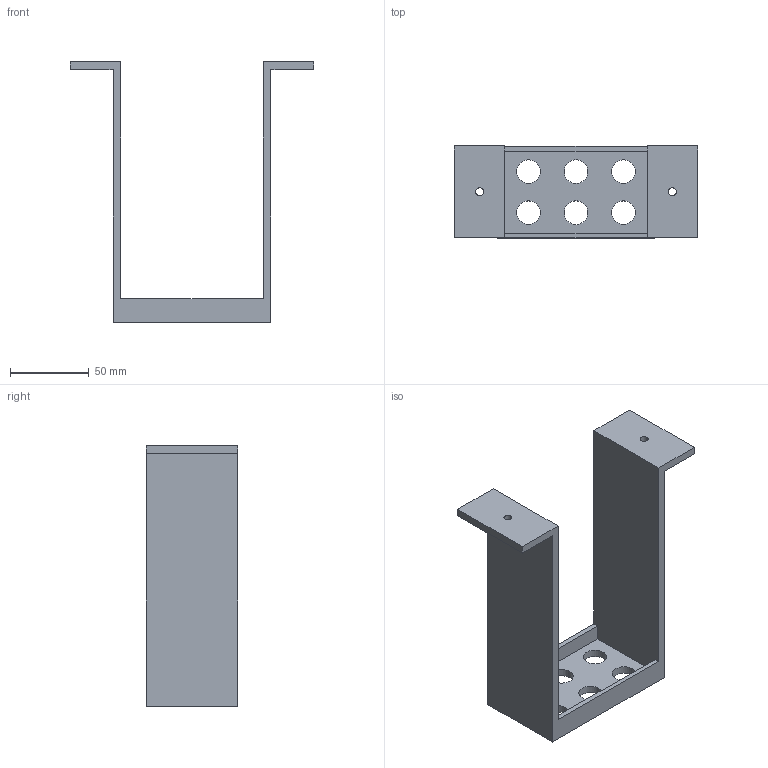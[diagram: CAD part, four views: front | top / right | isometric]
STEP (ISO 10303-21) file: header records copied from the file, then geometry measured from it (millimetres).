
FILE_DESCRIPTION(('STEP AP203'), '1');
FILE_NAME('Äåòàëü ãîëîâêà', '', ('UNSPECIFIED'), ('UNSPECIFIED'), 'C3D Converter', 'C3D Toolkit', '');
FILE_SCHEMA(('CONFIG_CONTROL_DESIGN'));
Length unit declared in the file: millimetre
Bounding box: 154 x 58 x 165 mm (x, y, z)
Volume: 137362.2 mm3; surface area: 63155.7 mm2
Topology: 1 solids, 1 shells, 26 faces, 72 edges, 48 vertices
Faces by surface type: plane 18, cylinder 8
Full cylindrical faces by diameter (mm): 5 x2, 15 x6
Entity records: 1067 total; most frequent: CARTESIAN_POINT 139, DIRECTION 134, ORIENTED_EDGE 128, EDGE_CURVE 64, EDGE_LOOP 50, VERTEX_POINT 48, LINE 48, VECTOR 48
